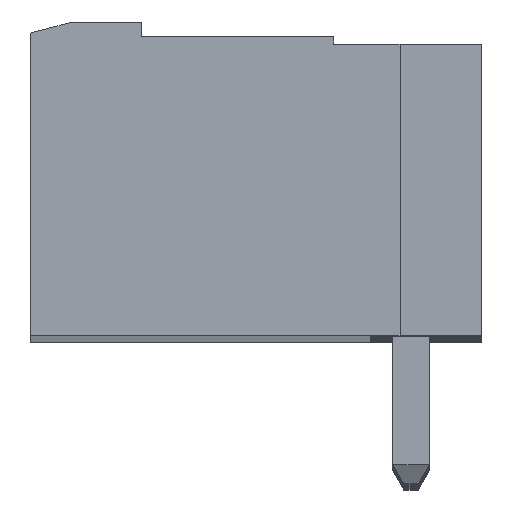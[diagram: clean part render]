
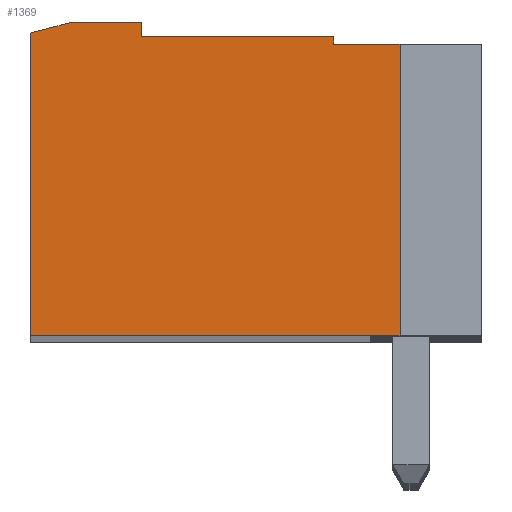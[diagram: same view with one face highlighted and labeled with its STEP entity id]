
A CAD part, top view. The second image highlights one B-rep face of the part: STEP entity #1369.
In plain terms, the highlighted planar face has unit normal (0, 0, 1).
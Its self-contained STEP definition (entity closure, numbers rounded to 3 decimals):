
#1369 = ADVANCED_FACE( '', ( #3678 ), #3679, .T. );
#3678 = FACE_OUTER_BOUND( '', #7016, .T. );
#3679 = PLANE( '', #7017 );
#7016 = EDGE_LOOP( '', ( #11097, #11098, #11099, #11100, #11101, #11102, #11103, #11104, #11105 ) );
#7017 = AXIS2_PLACEMENT_3D( '', #11106, #11107, #11108 );
#11097 = ORIENTED_EDGE( '', *, *, #20544, .F. );
#11098 = ORIENTED_EDGE( '', *, *, #20545, .F. );
#11099 = ORIENTED_EDGE( '', *, *, #20546, .F. );
#11100 = ORIENTED_EDGE( '', *, *, #20547, .F. );
#11101 = ORIENTED_EDGE( '', *, *, #20548, .F. );
#11102 = ORIENTED_EDGE( '', *, *, #20549, .F. );
#11103 = ORIENTED_EDGE( '', *, *, #20550, .F. );
#11104 = ORIENTED_EDGE( '', *, *, #20551, .F. );
#11105 = ORIENTED_EDGE( '', *, *, #20552, .F. );
#11106 = CARTESIAN_POINT( '', ( 204.225, 204.11, 87.36 ) );
#11107 = DIRECTION( '', ( 0., 0., 1. ) );
#11108 = DIRECTION( '', ( 0., 1., 0. ) );
#20544 = EDGE_CURVE( '', #24962, #24963, #24964, .T. );
#20545 = EDGE_CURVE( '', #24965, #24962, #24966, .T. );
#20546 = EDGE_CURVE( '', #24967, #24965, #24968, .T. );
#20547 = EDGE_CURVE( '', #24969, #24967, #24970, .T. );
#20548 = EDGE_CURVE( '', #24971, #24969, #24972, .T. );
#20549 = EDGE_CURVE( '', #24973, #24971, #24974, .T. );
#20550 = EDGE_CURVE( '', #24975, #24973, #24976, .T. );
#20551 = EDGE_CURVE( '', #24977, #24975, #24978, .T. );
#20552 = EDGE_CURVE( '', #24963, #24977, #24979, .T. );
#24962 = VERTEX_POINT( '', #31182 );
#24963 = VERTEX_POINT( '', #31183 );
#24964 = LINE( '', #31184, #31185 );
#24965 = VERTEX_POINT( '', #31186 );
#24966 = LINE( '', #31187, #31188 );
#24967 = VERTEX_POINT( '', #31189 );
#24968 = LINE( '', #31190, #31191 );
#24969 = VERTEX_POINT( '', #31192 );
#24970 = LINE( '', #31193, #31194 );
#24971 = VERTEX_POINT( '', #31195 );
#24972 = LINE( '', #31196, #31197 );
#24973 = VERTEX_POINT( '', #31198 );
#24974 = LINE( '', #31199, #31200 );
#24975 = VERTEX_POINT( '', #31201 );
#24976 = LINE( '', #31202, #31203 );
#24977 = VERTEX_POINT( '', #31204 );
#24978 = LINE( '', #31205, #31206 );
#24979 = LINE( '', #31207, #31208 );
#31182 = CARTESIAN_POINT( '', ( 204.225, 196.21, 87.36 ) );
#31183 = CARTESIAN_POINT( '', ( 194.225, 196.21, 87.36 ) );
#31184 = CARTESIAN_POINT( '', ( 194.225, 196.21, 87.36 ) );
#31185 = VECTOR( '', #38350, 1000. );
#31186 = CARTESIAN_POINT( '', ( 204.225, 204.11, 87.36 ) );
#31187 = CARTESIAN_POINT( '', ( 204.225, 196.21, 87.36 ) );
#31188 = VECTOR( '', #38351, 1000. );
#31189 = CARTESIAN_POINT( '', ( 202.425, 204.11, 87.36 ) );
#31190 = CARTESIAN_POINT( '', ( 204.225, 204.11, 87.36 ) );
#31191 = VECTOR( '', #38352, 1000. );
#31192 = CARTESIAN_POINT( '', ( 202.425, 204.31, 87.36 ) );
#31193 = CARTESIAN_POINT( '', ( 202.425, 204.11, 87.36 ) );
#31194 = VECTOR( '', #38353, 1000. );
#31195 = CARTESIAN_POINT( '', ( 197.225, 204.31, 87.36 ) );
#31196 = CARTESIAN_POINT( '', ( 202.425, 204.31, 87.36 ) );
#31197 = VECTOR( '', #38354, 1000. );
#31198 = CARTESIAN_POINT( '', ( 197.225, 204.71, 87.36 ) );
#31199 = CARTESIAN_POINT( '', ( 197.225, 204.31, 87.36 ) );
#31200 = VECTOR( '', #38355, 1000. );
#31201 = CARTESIAN_POINT( '', ( 195.345, 204.71, 87.36 ) );
#31202 = CARTESIAN_POINT( '', ( 197.225, 204.71, 87.36 ) );
#31203 = VECTOR( '', #38356, 1000. );
#31204 = CARTESIAN_POINT( '', ( 194.225, 204.41, 87.36 ) );
#31205 = CARTESIAN_POINT( '', ( 195.345, 204.71, 87.36 ) );
#31206 = VECTOR( '', #38357, 1000. );
#31207 = CARTESIAN_POINT( '', ( 194.225, 204.41, 87.36 ) );
#31208 = VECTOR( '', #38358, 1000. );
#38350 = DIRECTION( '', ( -1., 0., 0. ) );
#38351 = DIRECTION( '', ( 0., -1., 0. ) );
#38352 = DIRECTION( '', ( 1., 0., 0. ) );
#38353 = DIRECTION( '', ( 0., -1., 0. ) );
#38354 = DIRECTION( '', ( 1., 0., 0. ) );
#38355 = DIRECTION( '', ( 0., -1., 0. ) );
#38356 = DIRECTION( '', ( 1., 0., 0. ) );
#38357 = DIRECTION( '', ( 0.966, 0.259, 0. ) );
#38358 = DIRECTION( '', ( 0., 1., 0. ) );
